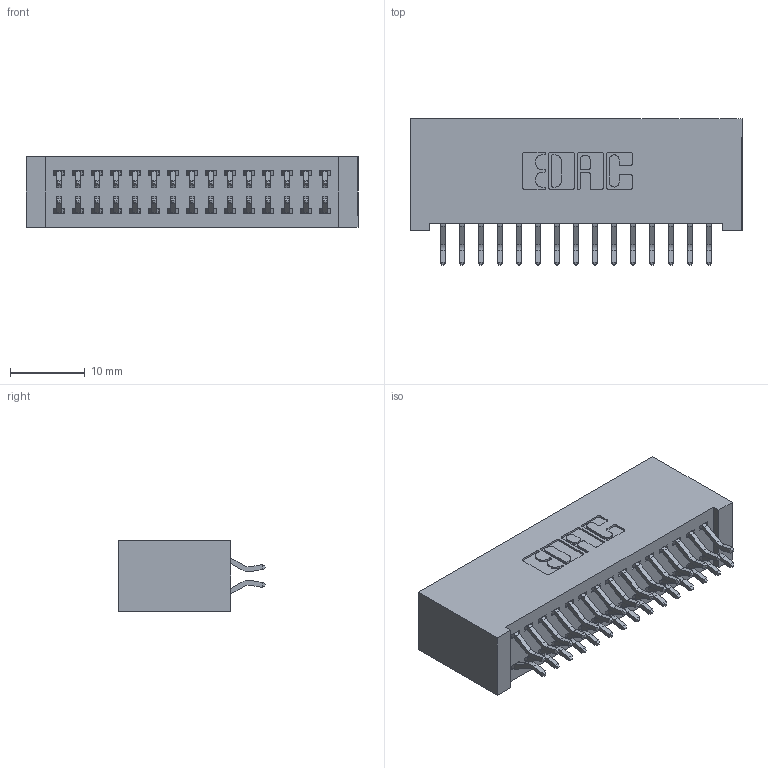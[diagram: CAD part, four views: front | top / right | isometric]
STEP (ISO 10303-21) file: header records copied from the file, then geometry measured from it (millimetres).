
FILE_DESCRIPTION (( 'STEP AP203' ), '1' );
FILE_NAME ('392-030-556-201.STEP', '2019-10-07T13:41:55', ( '' ), ( '' ), 'SwSTEP 2.0', 'SolidWorks 2016', '' );
FILE_SCHEMA (( 'CONFIG_CONTROL_DESIGN' ));
Length unit declared in the file: inch
Products named in the file (3): 342 Part_Lugless; 345-292-001_556 Tail; 392-030-556-201
Assembly tree (31 placements, depth 2):
  392-030-556-201
    342 Part_Lugless
    345-292-001_556 Tail  x30
Bounding box: 44.35 x 19.58 x 9.4 mm (x, y, z)
Volume: 4295.6 mm3; surface area: 6744.1 mm2
Topology: 31 solids, 31 shells, 1842 faces, 5465 edges, 3602 vertices
Faces by surface type: plane 1262, cylinder 580
Entity records: 12953 total; most frequent: CARTESIAN_POINT 2190, ORIENTED_EDGE 2114, DIRECTION 1901, EDGE_CURVE 1057, VECTOR 929, LINE 929, VERTEX_POINT 702, AXIS2_PLACEMENT_3D 486
